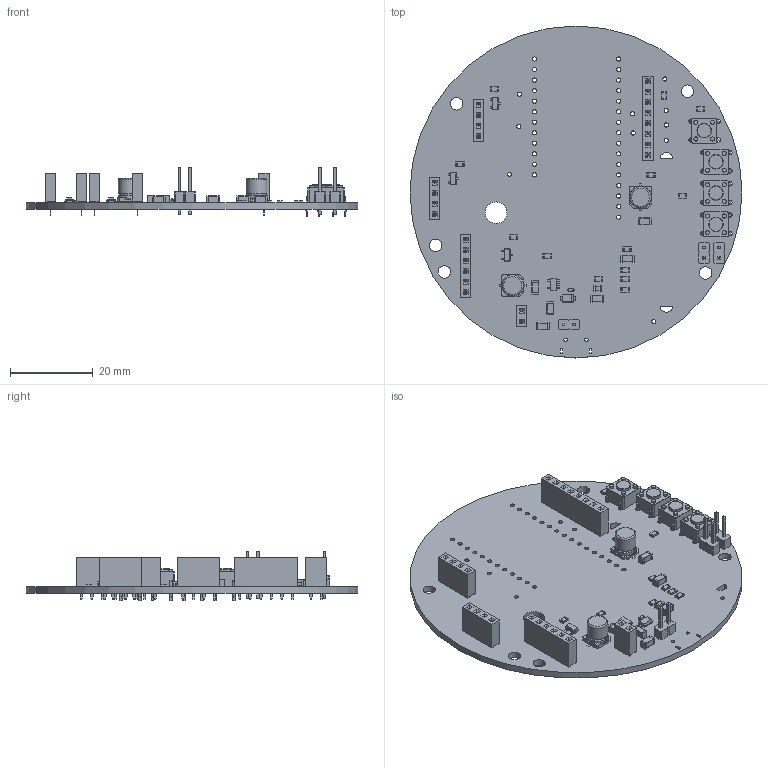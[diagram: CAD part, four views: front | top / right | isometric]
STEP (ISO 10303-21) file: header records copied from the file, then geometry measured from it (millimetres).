
FILE_DESCRIPTION(('KiCad electronic assembly'),'2;1');
FILE_NAME('Fragrance.step','2024-10-28T10:40:11',('Pcbnew'),('Kicad'), 'Open CASCADE STEP processor 7.8','KiCad to STEP converter','Unknown' );
FILE_SCHEMA(('AUTOMOTIVE_DESIGN { 1 0 10303 214 1 1 1 1 }'));
Length unit declared in the file: millimetre
Products named in the file (32): Fragrance 1; R_0805_2012Metric; C_Elec_5x5.8; C_Elec_5x58; C_1206_3216Metric; PinHeader_1x02_P2.54mm_Vertical; PinHeader_1x02_P254mm_Vertical; SW_PUSH_6mm_H4.3mm; SW_PUSH_6mm_h4.3mm; TSOT-23-5; TSOT_23_5; PinSocket_1x08_P2.54mm_Vertical; PinSocket_1x08_P254mm_Vertical; D_SMF; C_0805_2012Metric; L_1206_3216Metric; PinSocket_1x04_P2.54mm_Vertical; PinSocket_1x04_P254mm_Vertical; SOT-23; SOT_23; PinSocket_1x02_P2.54mm_Vertical; PinSocket_1x02_P254mm_Vertical; D_SOD-523; D_SOD_523; PinSocket_1x06_P2.54mm_Vertical; PinSocket_1x06_P254mm_Vertical; Fragrance_PCB
Assembly tree (56 placements, depth 3):
  Fragrance 1
    R_0805_2012Metric  x13
      R_0805_2012Metric
    C_Elec_5x5.8  x2
      C_Elec_5x58
    C_1206_3216Metric  x5
      C_1206_3216Metric
    PinHeader_1x02_P2.54mm_Vertical  x3
      PinHeader_1x02_P254mm_Vertical
    SW_PUSH_6mm_H4.3mm  x4
      SW_PUSH_6mm_h4.3mm
    TSOT-23-5
      TSOT_23_5
    PinSocket_1x08_P2.54mm_Vertical
      PinSocket_1x08_P254mm_Vertical
    D_SMF
      D_SMF
    C_0805_2012Metric
      C_0805_2012Metric
    L_1206_3216Metric
      L_1206_3216Metric
    PinSocket_1x04_P2.54mm_Vertical  x2
      PinSocket_1x04_P254mm_Vertical
    SOT-23  x3
      SOT_23
    PinSocket_1x02_P2.54mm_Vertical
      PinSocket_1x02_P254mm_Vertical
    D_SOD-523
      D_SOD_523
    PinSocket_1x06_P2.54mm_Vertical
      PinSocket_1x06_P254mm_Vertical
    Fragrance_PCB
Bounding box: 80 x 80 x 12.04 mm (x, y, z)
Volume: 9844.5 mm3; surface area: 14457.7 mm2
Topology: 43 solids, 43 shells, 2486 faces, 6360 edges, 4082 vertices
Faces by surface type: plane 1813, cylinder 529, bspline 134, torus 8, revolution 2
Full cylindrical faces by diameter (mm): 0.02 x2, 0.85 x2, 1 x84, 1.1 x16, 3 x5, 3.5 x4, 5 x4, 5.2 x1, 80 x1
Entity records: 48812 total; most frequent: CARTESIAN_POINT 7414, ORIENTED_EDGE 6758, DIRECTION 6331, EDGE_CURVE 3379, LINE 2830, VECTOR 2830, VERTEX_POINT 2175, AXIS2_PLACEMENT_3D 1750
